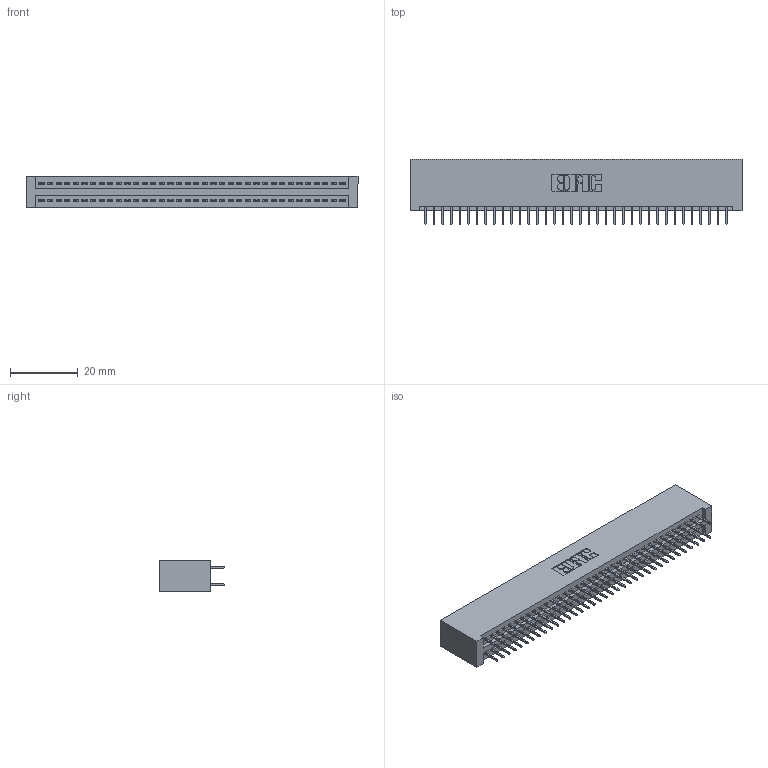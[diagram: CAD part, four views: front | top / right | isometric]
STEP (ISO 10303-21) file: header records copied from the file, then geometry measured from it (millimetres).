
FILE_DESCRIPTION (( 'STEP AP203' ), '1' );
FILE_NAME ('345-072-524-201.STEP', '2019-10-31T03:04:42', ( '' ), ( '' ), 'SwSTEP 2.0', 'SolidWorks 2016', '' );
FILE_SCHEMA (( 'CONFIG_CONTROL_DESIGN' ));
Length unit declared in the file: inch
Products named in the file (3): 345 Part_No Mounting Lugs; 345-072-524-201; 345-292-001_345-293-124
Assembly tree (73 placements, depth 2):
  345-072-524-201
    345 Part_No Mounting Lugs
    345-292-001_345-293-124  x72
Bounding box: 98.04 x 19.35 x 9.4 mm (x, y, z)
Volume: 9975.3 mm3; surface area: 14644.7 mm2
Topology: 73 solids, 73 shells, 4006 faces, 11333 edges, 7266 vertices
Faces by surface type: plane 2884, cylinder 1122
Entity records: 28851 total; most frequent: CARTESIAN_POINT 4840, ORIENTED_EDGE 4774, DIRECTION 4271, EDGE_CURVE 2387, LINE 2123, VECTOR 2123, VERTEX_POINT 1586, AXIS2_PLACEMENT_3D 1074
